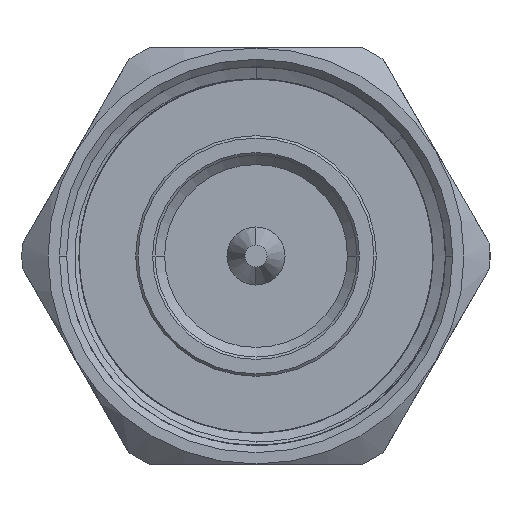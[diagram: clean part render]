
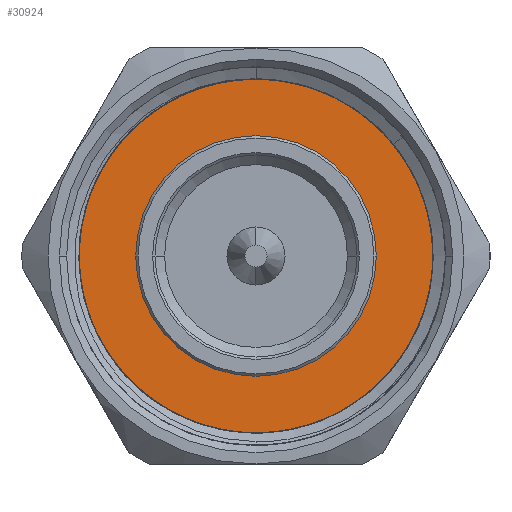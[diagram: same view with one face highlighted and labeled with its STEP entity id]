
A CAD part, left-side view. The second image highlights one B-rep face of the part: STEP entity #30924.
In plain terms, the highlighted planar face has unit normal (-1, 0, 0).
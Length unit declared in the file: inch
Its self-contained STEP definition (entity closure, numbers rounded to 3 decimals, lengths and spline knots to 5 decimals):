
#1186 = CARTESIAN_POINT ( 'NONE',  ( 0.32, -0.14696, -0.36127 ) ) ;
#1651 = CARTESIAN_POINT ( 'NONE',  ( 0.32, -0.24435, -0.30799 ) ) ;
#2112 = CARTESIAN_POINT ( 'NONE',  ( 0.32, 0.28835, -0.24193 ) ) ;
#4018 = EDGE_CURVE ( 'NONE', #65902, #79246, #5035, .T. ) ;
#5035 = CIRCLE ( 'NONE', #89428, 0.3937 ) ;
#8271 = CARTESIAN_POINT ( 'NONE',  ( 0.32, 0.17602, -0.33744 ) ) ;
#9674 = CARTESIAN_POINT ( 'NONE',  ( 0.32, 0.01709, -0.38465 ) ) ;
#13164 = DIRECTION ( 'NONE',  ( 0., -1., 0. ) ) ;
#15347 = CARTESIAN_POINT ( 'NONE',  ( 0.32, 0.22225, -0.30698 ) ) ;
#16275 = CARTESIAN_POINT ( 'NONE',  ( 0.32, 0.36886, -0.01871 ) ) ;
#18353 = DIRECTION ( 'NONE',  ( -1., 0., 0. ) ) ;
#18835 = DIRECTION ( 'NONE',  ( 0., -1., 0. ) ) ;
#18942 = ORIENTED_EDGE ( 'NONE', *, *, #33976, .T. ) ;
#19719 = CARTESIAN_POINT ( 'NONE',  ( 0.32, 0., 0. ) ) ;
#20258 = DIRECTION ( 'NONE',  ( -1., 0., 0. ) ) ;
#20926 = VECTOR ( 'NONE', #13164, 39.37008 ) ;
#22414 = CARTESIAN_POINT ( 'NONE',  ( 0.32, 0.35974, -0.0927 ) ) ;
#22457 = CARTESIAN_POINT ( 'NONE',  ( 0.32, 0.24999, 0. ) ) ;
#22487 = AXIS2_PLACEMENT_3D ( 'NONE', #78191, #26755, #41848 ) ;
#23797 = CARTESIAN_POINT ( 'NONE',  ( 0.32, 0.34356, -0.14563 ) ) ;
#23890 = AXIS2_PLACEMENT_3D ( 'NONE', #82984, #18353, #47093 ) ;
#25798 = B_SPLINE_CURVE_WITH_KNOTS ( 'NONE', 3,
 ( #88442, #16275, #87520, #87044, #22414, #51181, #23797, #65341, #80904, #74275, #2112, #81369, #72875, #15347, #37009, #8271, #79975, #58733, #52569, #66278, #9674, #59184, #87985, #52108, #44097, #66726, #65809, #1186, #73812, #38418, #45040, #1651, #29930, #59652 ),
 .UNSPECIFIED., .F., .F.,
 ( 4, 2, 2, 2, 2, 2, 2, 2, 2, 2, 2, 2, 2, 2, 2, 2, 4 ),
 ( 0., 0.00142, 0.00284, 0.00426, 0.00568, 0.0071, 0.00853, 0.00995, 0.01137, 0.01421, 0.01492, 0.01563, 0.01705, 0.01847, 0.01989, 0.02131, 0.02273 ),
 .UNSPECIFIED. ) ;
#26706 = EDGE_LOOP ( 'NONE', ( #31305, #45359 ) ) ;
#26755 = DIRECTION ( 'NONE',  ( -1., 0., 0. ) ) ;
#27223 = DIRECTION ( 'NONE',  ( -1., 0., 0. ) ) ;
#29899 = CIRCLE ( 'NONE', #70571, 0.24999 ) ;
#29930 = CARTESIAN_POINT ( 'NONE',  ( 0.32, -0.259, -0.29645 ) ) ;
#30924 = ADVANCED_FACE ( 'NONE', ( #90055, #31528 ), #54204, .T. ) ;
#31305 = ORIENTED_EDGE ( 'NONE', *, *, #86965, .F. ) ;
#31528 = FACE_OUTER_BOUND ( 'NONE', #36205, .T. ) ;
#33976 = EDGE_CURVE ( 'NONE', #90832, #83418, #85338, .T. ) ;
#35288 = CARTESIAN_POINT ( 'NONE',  ( 0.32, 0., 0. ) ) ;
#36205 = EDGE_LOOP ( 'NONE', ( #90161, #41469, #18942, #38306 ) ) ;
#37009 = CARTESIAN_POINT ( 'NONE',  ( 0.32, 0.20734, -0.31787 ) ) ;
#37389 = AXIS2_PLACEMENT_3D ( 'NONE', #19719, #27223, #40022 ) ;
#38306 = ORIENTED_EDGE ( 'NONE', *, *, #83683, .T. ) ;
#38418 = CARTESIAN_POINT ( 'NONE',  ( 0.32, -0.19728, -0.33825 ) ) ;
#39752 = CARTESIAN_POINT ( 'NONE',  ( 0.32, -0.24999, 0. ) ) ;
#40022 = DIRECTION ( 'NONE',  ( 0., -1., 0. ) ) ;
#40053 = CARTESIAN_POINT ( 'NONE',  ( 0.32, 0., 0. ) ) ;
#41469 = ORIENTED_EDGE ( 'NONE', *, *, #56905, .T. ) ;
#41848 = DIRECTION ( 'NONE',  ( 0., -1., 0. ) ) ;
#44097 = CARTESIAN_POINT ( 'NONE',  ( 0.32, -0.05683, -0.38319 ) ) ;
#45040 = CARTESIAN_POINT ( 'NONE',  ( 0.32, -0.21342, -0.32895 ) ) ;
#45359 = ORIENTED_EDGE ( 'NONE', *, *, #83173, .F. ) ;
#45812 = VERTEX_POINT ( 'NONE', #22457 ) ;
#47093 = DIRECTION ( 'NONE',  ( 0., -1., 0. ) ) ;
#51181 = CARTESIAN_POINT ( 'NONE',  ( 0.32, 0.34982, -0.12826 ) ) ;
#52108 = CARTESIAN_POINT ( 'NONE',  ( 0.32, -0.03846, -0.38495 ) ) ;
#52569 = CARTESIAN_POINT ( 'NONE',  ( 0.32, 0.07264, -0.37827 ) ) ;
#54204 = PLANE ( 'NONE',  #23890 ) ;
#56564 = CARTESIAN_POINT ( 'NONE',  ( 0.32, 0., 0. ) ) ;
#56905 = EDGE_CURVE ( 'NONE', #79246, #90832, #87273, .T. ) ;
#58267 = VERTEX_POINT ( 'NONE', #39752 ) ;
#58733 = CARTESIAN_POINT ( 'NONE',  ( 0.32, 0.10823, -0.36857 ) ) ;
#59184 = CARTESIAN_POINT ( 'NONE',  ( 0.32, -0.00149, -0.38553 ) ) ;
#59293 = CARTESIAN_POINT ( 'NONE',  ( 0.32, 0.36833, 0. ) ) ;
#59652 = CARTESIAN_POINT ( 'NONE',  ( 0.32, -0.27282, -0.28385 ) ) ;
#61300 = CARTESIAN_POINT ( 'NONE',  ( 0.32, -0.27282, -0.28385 ) ) ;
#65341 = CARTESIAN_POINT ( 'NONE',  ( 0.32, 0.32839, -0.17951 ) ) ;
#65809 = CARTESIAN_POINT ( 'NONE',  ( 0.32, -0.11165, -0.37259 ) ) ;
#65902 = VERTEX_POINT ( 'NONE', #61300 ) ;
#66278 = CARTESIAN_POINT ( 'NONE',  ( 0.32, 0.02643, -0.38387 ) ) ;
#66726 = CARTESIAN_POINT ( 'NONE',  ( 0.32, -0.09337, -0.37703 ) ) ;
#68849 = DIRECTION ( 'NONE',  ( -1., 0., 0. ) ) ;
#70522 = CARTESIAN_POINT ( 'NONE',  ( 0.32, 0.3937, 0. ) ) ;
#70571 = AXIS2_PLACEMENT_3D ( 'NONE', #40053, #68849, #18835 ) ;
#71999 = CIRCLE ( 'NONE', #37389, 0.24999 ) ;
#72875 = CARTESIAN_POINT ( 'NONE',  ( 0.32, 0.25057, -0.28294 ) ) ;
#73812 = CARTESIAN_POINT ( 'NONE',  ( 0.32, -0.16408, -0.3544 ) ) ;
#74275 = CARTESIAN_POINT ( 'NONE',  ( 0.32, 0.29945, -0.22719 ) ) ;
#78191 = CARTESIAN_POINT ( 'NONE',  ( 0.32, 0., 0. ) ) ;
#79246 = VERTEX_POINT ( 'NONE', #92461 ) ;
#79975 = CARTESIAN_POINT ( 'NONE',  ( 0.32, 0.15955, -0.34614 ) ) ;
#80904 = CARTESIAN_POINT ( 'NONE',  ( 0.32, 0.31944, -0.19606 ) ) ;
#81369 = CARTESIAN_POINT ( 'NONE',  ( 0.32, 0.26397, -0.26976 ) ) ;
#82984 = CARTESIAN_POINT ( 'NONE',  ( 0.32, 0., 0. ) ) ;
#83173 = EDGE_CURVE ( 'NONE', #45812, #58267, #71999, .T. ) ;
#83418 = VERTEX_POINT ( 'NONE', #59293 ) ;
#83683 = EDGE_CURVE ( 'NONE', #83418, #65902, #25798, .T. ) ;
#85338 = LINE ( 'NONE', #35288, #20926 ) ;
#86965 = EDGE_CURVE ( 'NONE', #58267, #45812, #29899, .T. ) ;
#87044 = CARTESIAN_POINT ( 'NONE',  ( 0.32, 0.36341, -0.07443 ) ) ;
#87273 = CIRCLE ( 'NONE', #22487, 0.3937 ) ;
#87520 = CARTESIAN_POINT ( 'NONE',  ( 0.32, 0.36797, -0.03733 ) ) ;
#87985 = CARTESIAN_POINT ( 'NONE',  ( 0.32, -0.01075, -0.38563 ) ) ;
#88442 = CARTESIAN_POINT ( 'NONE',  ( 0.32, 0.36833, 0. ) ) ;
#89428 = AXIS2_PLACEMENT_3D ( 'NONE', #56564, #20258, #91506 ) ;
#90055 = FACE_BOUND ( 'NONE', #26706, .T. ) ;
#90161 = ORIENTED_EDGE ( 'NONE', *, *, #4018, .T. ) ;
#90832 = VERTEX_POINT ( 'NONE', #70522 ) ;
#91506 = DIRECTION ( 'NONE',  ( 0., -1., 0. ) ) ;
#92461 = CARTESIAN_POINT ( 'NONE',  ( 0.32, -0.3937, 0. ) ) ;
